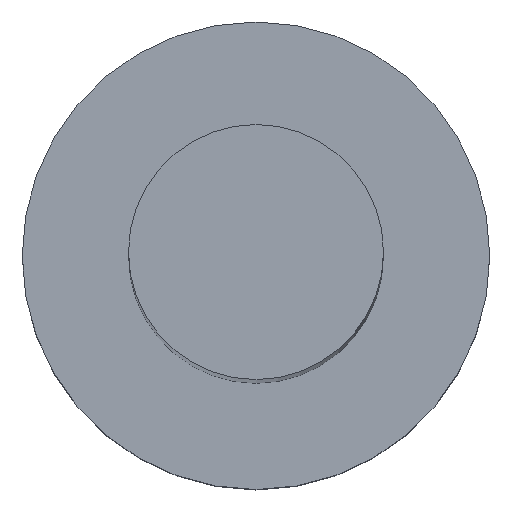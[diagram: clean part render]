
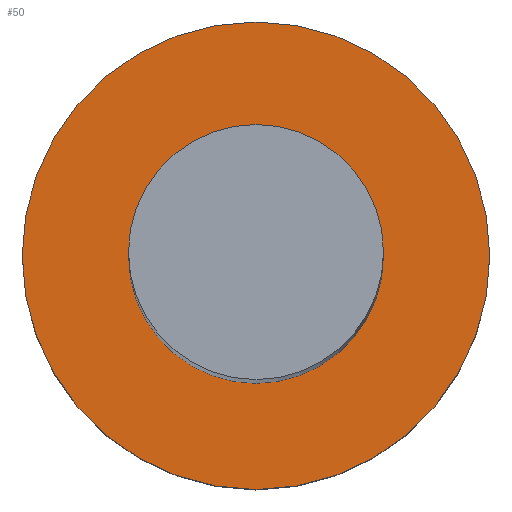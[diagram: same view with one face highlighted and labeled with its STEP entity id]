
A CAD part, top view. The second image highlights one B-rep face of the part: STEP entity #50.
In plain terms, the highlighted planar face has unit normal (0, 0, 1).
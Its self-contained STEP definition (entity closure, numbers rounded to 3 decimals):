
#9 = FACE_BOUND ( 'NONE', #88, .T. ) ;
#12 = FACE_OUTER_BOUND ( 'NONE', #85, .T. ) ;
#13 = AXIS2_PLACEMENT_3D ( 'NONE', #139, #140, #141 ) ;
#17 = AXIS2_PLACEMENT_3D ( 'NONE', #162, #163, #164 ) ;
#22 = AXIS2_PLACEMENT_3D ( 'NONE', #174, #175, #176 ) ;
#31 = AXIS2_PLACEMENT_3D ( 'NONE', #183, #184, #185 ) ;
#38 = AXIS2_PLACEMENT_3D ( 'NONE', #177, #181, #182 ) ;
#50 = ADVANCED_FACE ( 'NONE', ( #12, #9 ), #138, .T. ) ;
#57 = EDGE_CURVE ( 'NONE', #102, #97, #67, .T. ) ;
#61 = EDGE_CURVE ( 'NONE', #100, #101, #70, .T. ) ;
#63 = EDGE_CURVE ( 'NONE', #101, #100, #71, .T. ) ;
#64 = EDGE_CURVE ( 'NONE', #97, #102, #72, .T. ) ;
#67 = CIRCLE ( 'NONE', #17, 1.5 ) ;
#70 = CIRCLE ( 'NONE', #22, 2.75 ) ;
#71 = CIRCLE ( 'NONE', #38, 2.75 ) ;
#72 = CIRCLE ( 'NONE', #31, 1.5 ) ;
#85 = EDGE_LOOP ( 'NONE', ( #108, #110 ) ) ;
#88 = EDGE_LOOP ( 'NONE', ( #111, #113 ) ) ;
#97 = VERTEX_POINT ( 'NONE', #190 ) ;
#100 = VERTEX_POINT ( 'NONE', #193 ) ;
#101 = VERTEX_POINT ( 'NONE', #194 ) ;
#102 = VERTEX_POINT ( 'NONE', #195 ) ;
#108 = ORIENTED_EDGE ( 'NONE', *, *, #61, .T. ) ;
#110 = ORIENTED_EDGE ( 'NONE', *, *, #63, .T. ) ;
#111 = ORIENTED_EDGE ( 'NONE', *, *, #64, .F. ) ;
#113 = ORIENTED_EDGE ( 'NONE', *, *, #57, .F. ) ;
#138 = PLANE ( 'NONE',  #13 ) ;
#139 = CARTESIAN_POINT ( 'NONE',  ( 0., 0., 0. ) ) ;
#140 = DIRECTION ( 'NONE',  ( 0., 0., 1. ) ) ;
#141 = DIRECTION ( 'NONE',  ( 1., 0., 0. ) ) ;
#162 = CARTESIAN_POINT ( 'NONE',  ( 0., 0., 0. ) ) ;
#163 = DIRECTION ( 'NONE',  ( 0., 0., 1. ) ) ;
#164 = DIRECTION ( 'NONE',  ( 1., 0., 0. ) ) ;
#174 = CARTESIAN_POINT ( 'NONE',  ( 0., 0., 0. ) ) ;
#175 = DIRECTION ( 'NONE',  ( 0., 0., 1. ) ) ;
#176 = DIRECTION ( 'NONE',  ( 1., 0., 0. ) ) ;
#177 = CARTESIAN_POINT ( 'NONE',  ( 0., 0., 0. ) ) ;
#181 = DIRECTION ( 'NONE',  ( 0., 0., 1. ) ) ;
#182 = DIRECTION ( 'NONE',  ( 1., 0., 0. ) ) ;
#183 = CARTESIAN_POINT ( 'NONE',  ( 0., 0., 0. ) ) ;
#184 = DIRECTION ( 'NONE',  ( 0., 0., 1. ) ) ;
#185 = DIRECTION ( 'NONE',  ( 1., 0., 0. ) ) ;
#190 = CARTESIAN_POINT ( 'NONE',  ( -1.5, 0., 0. ) ) ;
#193 = CARTESIAN_POINT ( 'NONE',  ( 2.75, 0., 0. ) ) ;
#194 = CARTESIAN_POINT ( 'NONE',  ( -2.75, 0., 0. ) ) ;
#195 = CARTESIAN_POINT ( 'NONE',  ( 1.5, 0., 0. ) ) ;
